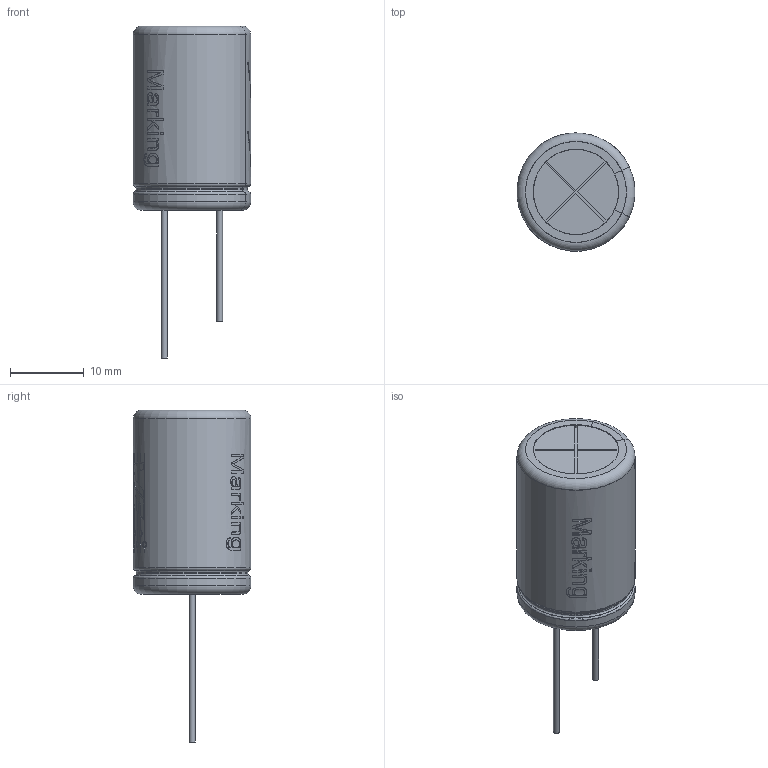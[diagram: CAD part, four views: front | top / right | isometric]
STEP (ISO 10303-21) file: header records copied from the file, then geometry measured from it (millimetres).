
FILE_DESCRIPTION(/* description */ ('Unknown'),/* implementation_level */ '2;1');
FILE_NAME(/* name */ 'CP_Wurth_WCAP-ATET_L25mm_D16mm_P7.5mm_LeadDiameter0.8mm',/* time_stamp */ '2022-09-15T09:46:12+08:00',/* author */ ('Unknown'),/* organization */ ('Unknown'),/* preprocessor_version */ 'ST-DEVELOPER v16.7',/* originating_system */ 'Solid Edge',/* authorisation */ 'Unknown');
FILE_SCHEMA (('AUTOMOTIVE_DESIGN {1 0 10303 214 3 1 1}'));
Length unit declared in the file: millimetre
Products named in the file (2): CP_Wurth_WCAP-ATET_L25mm_D16mm_P7.5mm_LeadDiameter0.8mm; C_Wurth_WCAP-ATET_L25mm_D16mm_P7.5mm_LeadDiameter0.8mm
Assembly tree (1 placements, depth 2):
  CP_Wurth_WCAP-ATET_L25mm_D16mm_P7.5mm_LeadDiameter0.8mm
    C_Wurth_WCAP-ATET_L25mm_D16mm_P7.5mm_LeadDiameter0.8mm
Bounding box: 15.96 x 15.97 x 45 mm (x, y, z)
Volume: 4942 mm3; surface area: 4828.9 mm2
Topology: 3 solids, 3 shells, 515 faces, 1294 edges, 857 vertices
Faces by surface type: plane 315, cylinder 97, bspline 79, torus 24
Full cylindrical faces by diameter (mm): 0.8 x2, 1.778 x1, 2.222 x1, 3.556 x1, 4 x1, 6.222 x1, 6.667 x1, 8.889 x1, 9.333 x1, 10.667 x1, 11.111 x1, 11.556 x2, 13.244 x1, 13.686 x1, 14.942 x1, 14.962 x1, 15.78 x2, 15.8 x2
Entity records: 26063 total; most frequent: CARTESIAN_POINT 10448, ORIENTED_EDGE 2498, DIRECTION 2323, EDGE_CURVE 1249, VERTEX_POINT 855, AXIS2_PLACEMENT_3D 831, LINE 661, VECTOR 661
